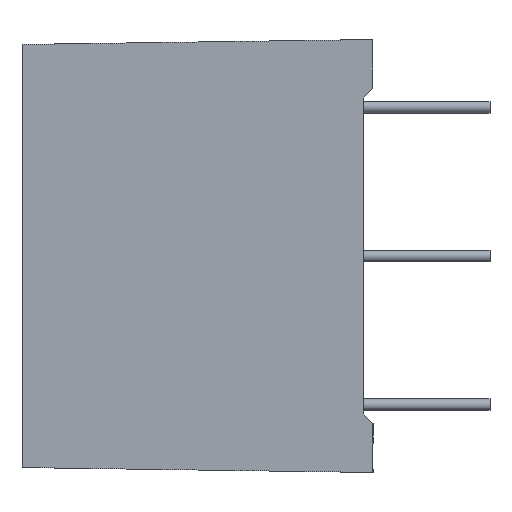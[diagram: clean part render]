
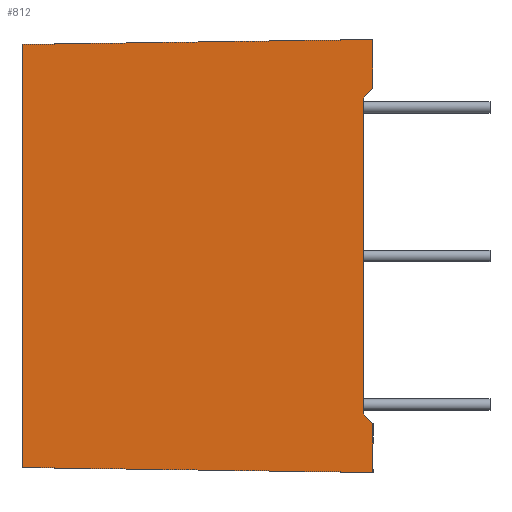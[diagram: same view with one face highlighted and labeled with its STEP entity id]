
A CAD part, left-side view. The second image highlights one B-rep face of the part: STEP entity #812.
In plain terms, the highlighted planar face has unit normal (-1, 0.014, 0).
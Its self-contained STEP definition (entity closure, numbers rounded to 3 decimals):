
#27 = VERTEX_POINT ( 'NONE', #771 ) ;
#39 = CARTESIAN_POINT ( 'NONE',  ( -16.85, 0., -11.1 ) ) ;
#47 = VECTOR ( 'NONE', #122, 1000. ) ;
#84 = VERTEX_POINT ( 'NONE', #111 ) ;
#91 = CARTESIAN_POINT ( 'NONE',  ( -16.843, 0.5, 8.1 ) ) ;
#101 = CARTESIAN_POINT ( 'NONE',  ( -16.85, 0., -11.1 ) ) ;
#111 = CARTESIAN_POINT ( 'NONE',  ( -16.843, 0.5, -8.1 ) ) ;
#122 = DIRECTION ( 'NONE',  ( -0.014, -1., -0.014 ) ) ;
#137 = DIRECTION ( 'NONE',  ( -1., 0.014, 0. ) ) ;
#156 = VECTOR ( 'NONE', #1187, 1000. ) ;
#192 = DIRECTION ( 'NONE',  ( 0., 0., 1. ) ) ;
#204 = CARTESIAN_POINT ( 'NONE',  ( -16.85, 0., -11.1 ) ) ;
#213 = LINE ( 'NONE', #762, #807 ) ;
#225 = DIRECTION ( 'NONE',  ( 0., 0., -1. ) ) ;
#230 = DIRECTION ( 'NONE',  ( -0.01, -0.707, 0.707 ) ) ;
#243 = DIRECTION ( 'NONE',  ( -0.014, -1., 0. ) ) ;
#262 = EDGE_LOOP ( 'NONE', ( #312, #1044, #1093, #1179, #1247, #525, #1147, #668 ) ) ;
#271 = DIRECTION ( 'NONE',  ( -0.014, -1., 0.014 ) ) ;
#287 = LINE ( 'NONE', #1389, #389 ) ;
#312 = ORIENTED_EDGE ( 'NONE', *, *, #1161, .T. ) ;
#339 = FACE_OUTER_BOUND ( 'NONE', #262, .T. ) ;
#354 = LINE ( 'NONE', #406, #156 ) ;
#367 = EDGE_CURVE ( 'NONE', #602, #666, #1335, .T. ) ;
#389 = VECTOR ( 'NONE', #271, 1000. ) ;
#406 = CARTESIAN_POINT ( 'NONE',  ( -16.85, 0., -11.1 ) ) ;
#431 = PLANE ( 'NONE',  #1221 ) ;
#474 = DIRECTION ( 'NONE',  ( 0.01, 0.707, 0.707 ) ) ;
#489 = EDGE_CURVE ( 'NONE', #932, #27, #287, .T. ) ;
#519 = CARTESIAN_POINT ( 'NONE',  ( -16.599, 18., -11.1 ) ) ;
#525 = ORIENTED_EDGE ( 'NONE', *, *, #489, .F. ) ;
#568 = LINE ( 'NONE', #519, #1152 ) ;
#602 = VERTEX_POINT ( 'NONE', #1427 ) ;
#624 = CARTESIAN_POINT ( 'NONE',  ( -16.85, 0., -8.6 ) ) ;
#666 = VERTEX_POINT ( 'NONE', #1101 ) ;
#668 = ORIENTED_EDGE ( 'NONE', *, *, #367, .T. ) ;
#728 = VECTOR ( 'NONE', #474, 1000. ) ;
#729 = CARTESIAN_POINT ( 'NONE',  ( -16.85, 0., 8.6 ) ) ;
#743 = EDGE_CURVE ( 'NONE', #1413, #84, #213, .T. ) ;
#762 = CARTESIAN_POINT ( 'NONE',  ( -16.843, 0.5, -11.1 ) ) ;
#771 = CARTESIAN_POINT ( 'NONE',  ( -16.85, 0., 11.1 ) ) ;
#807 = VECTOR ( 'NONE', #225, 1000. ) ;
#812 = ADVANCED_FACE ( 'NONE', ( #339 ), #431, .T. ) ;
#826 = VECTOR ( 'NONE', #230, 1000. ) ;
#932 = VERTEX_POINT ( 'NONE', #1045 ) ;
#1036 = LINE ( 'NONE', #1268, #728 ) ;
#1044 = ORIENTED_EDGE ( 'NONE', *, *, #1079, .T. ) ;
#1045 = CARTESIAN_POINT ( 'NONE',  ( -16.599, 18., 10.849 ) ) ;
#1079 = EDGE_CURVE ( 'NONE', #1212, #84, #1036, .T. ) ;
#1093 = ORIENTED_EDGE ( 'NONE', *, *, #743, .F. ) ;
#1101 = CARTESIAN_POINT ( 'NONE',  ( -16.85, 0., -11.1 ) ) ;
#1121 = EDGE_CURVE ( 'NONE', #602, #932, #568, .T. ) ;
#1147 = ORIENTED_EDGE ( 'NONE', *, *, #1121, .F. ) ;
#1152 = VECTOR ( 'NONE', #192, 1000. ) ;
#1161 = EDGE_CURVE ( 'NONE', #666, #1212, #354, .T. ) ;
#1179 = ORIENTED_EDGE ( 'NONE', *, *, #1255, .T. ) ;
#1187 = DIRECTION ( 'NONE',  ( 0., 0., 1. ) ) ;
#1212 = VERTEX_POINT ( 'NONE', #624 ) ;
#1217 = EDGE_CURVE ( 'NONE', #1321, #27, #1421, .T. ) ;
#1221 = AXIS2_PLACEMENT_3D ( 'NONE', #39, #137, #243 ) ;
#1247 = ORIENTED_EDGE ( 'NONE', *, *, #1217, .T. ) ;
#1255 = EDGE_CURVE ( 'NONE', #1413, #1321, #1293, .T. ) ;
#1268 = CARTESIAN_POINT ( 'NONE',  ( -16.843, 0.503, -8.097 ) ) ;
#1293 = LINE ( 'NONE', #1345, #826 ) ;
#1321 = VERTEX_POINT ( 'NONE', #729 ) ;
#1335 = LINE ( 'NONE', #101, #47 ) ;
#1345 = CARTESIAN_POINT ( 'NONE',  ( -16.843, 0.503, 8.097 ) ) ;
#1350 = VECTOR ( 'NONE', #1420, 1000. ) ;
#1389 = CARTESIAN_POINT ( 'NONE',  ( -16.85, 0., 11.1 ) ) ;
#1413 = VERTEX_POINT ( 'NONE', #91 ) ;
#1420 = DIRECTION ( 'NONE',  ( 0., 0., 1. ) ) ;
#1421 = LINE ( 'NONE', #204, #1350 ) ;
#1427 = CARTESIAN_POINT ( 'NONE',  ( -16.599, 18., -10.849 ) ) ;
